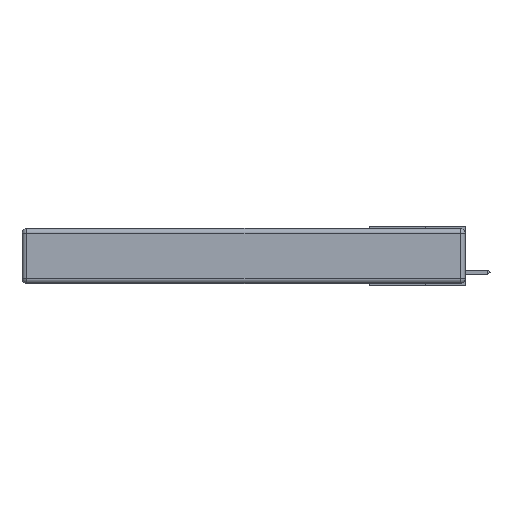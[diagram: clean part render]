
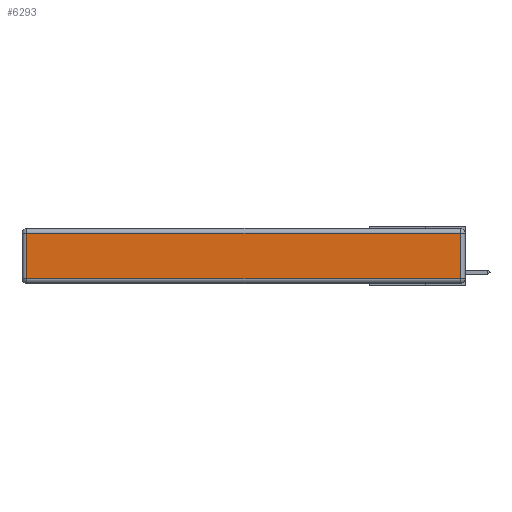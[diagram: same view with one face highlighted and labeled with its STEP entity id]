
A CAD part, left-side view. The second image highlights one B-rep face of the part: STEP entity #6293.
In plain terms, the highlighted planar face has unit normal (-1, 0, 0).
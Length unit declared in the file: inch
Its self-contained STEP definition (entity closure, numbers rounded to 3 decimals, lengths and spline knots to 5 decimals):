
#904 = VERTEX_POINT ( 'NONE', #9956 ) ;
#960 = CARTESIAN_POINT ( 'NONE',  ( 0., 2.75, -0.03 ) ) ;
#1431 = ORIENTED_EDGE ( 'NONE', *, *, #4044, .T. ) ;
#1653 = VERTEX_POINT ( 'NONE', #8488 ) ;
#1726 = CARTESIAN_POINT ( 'NONE',  ( 0., 0., -0.343 ) ) ;
#2099 = VERTEX_POINT ( 'NONE', #6914 ) ;
#2359 = VECTOR ( 'NONE', #2701, 39.37008 ) ;
#2701 = DIRECTION ( 'NONE',  ( 0., 1., 0. ) ) ;
#3016 = EDGE_CURVE ( 'NONE', #904, #6129, #3633, .T. ) ;
#3080 = AXIS2_PLACEMENT_3D ( 'NONE', #1726, #3583, #8078 ) ;
#3583 = DIRECTION ( 'NONE',  ( -1., 0., 0. ) ) ;
#3633 = LINE ( 'NONE', #8859, #9824 ) ;
#3917 = EDGE_CURVE ( 'NONE', #2099, #904, #11809, .T. ) ;
#4044 = EDGE_CURVE ( 'NONE', #6129, #1653, #6922, .T. ) ;
#4498 = PLANE ( 'NONE',  #3080 ) ;
#5441 = LINE ( 'NONE', #8466, #6170 ) ;
#5756 = CARTESIAN_POINT ( 'NONE',  ( 0., 0., -0.313 ) ) ;
#5908 = VECTOR ( 'NONE', #6553, 39.37008 ) ;
#6129 = VERTEX_POINT ( 'NONE', #8796 ) ;
#6170 = VECTOR ( 'NONE', #9264, 39.37008 ) ;
#6293 = ADVANCED_FACE ( 'NONE', ( #10175 ), #4498, .T. ) ;
#6553 = DIRECTION ( 'NONE',  ( 0., -1., 0. ) ) ;
#6914 = CARTESIAN_POINT ( 'NONE',  ( 0., 2.72, -0.313 ) ) ;
#6922 = LINE ( 'NONE', #960, #2359 ) ;
#7318 = ORIENTED_EDGE ( 'NONE', *, *, #3016, .T. ) ;
#8078 = DIRECTION ( 'NONE',  ( 0., 0., 1. ) ) ;
#8466 = CARTESIAN_POINT ( 'NONE',  ( 0., 2.72, -0.343 ) ) ;
#8488 = CARTESIAN_POINT ( 'NONE',  ( 0., 2.72, -0.03 ) ) ;
#8796 = CARTESIAN_POINT ( 'NONE',  ( 0., 0.03, -0.03 ) ) ;
#8859 = CARTESIAN_POINT ( 'NONE',  ( 0., 0.03, -0.343 ) ) ;
#9264 = DIRECTION ( 'NONE',  ( 0., 0., -1. ) ) ;
#9409 = EDGE_LOOP ( 'NONE', ( #10163, #7318, #1431, #10118 ) ) ;
#9749 = DIRECTION ( 'NONE',  ( 0., 0., 1. ) ) ;
#9824 = VECTOR ( 'NONE', #9749, 39.37008 ) ;
#9956 = CARTESIAN_POINT ( 'NONE',  ( 0., 0.03, -0.313 ) ) ;
#10118 = ORIENTED_EDGE ( 'NONE', *, *, #11589, .T. ) ;
#10163 = ORIENTED_EDGE ( 'NONE', *, *, #3917, .T. ) ;
#10175 = FACE_OUTER_BOUND ( 'NONE', #9409, .T. ) ;
#11589 = EDGE_CURVE ( 'NONE', #1653, #2099, #5441, .T. ) ;
#11809 = LINE ( 'NONE', #5756, #5908 ) ;
